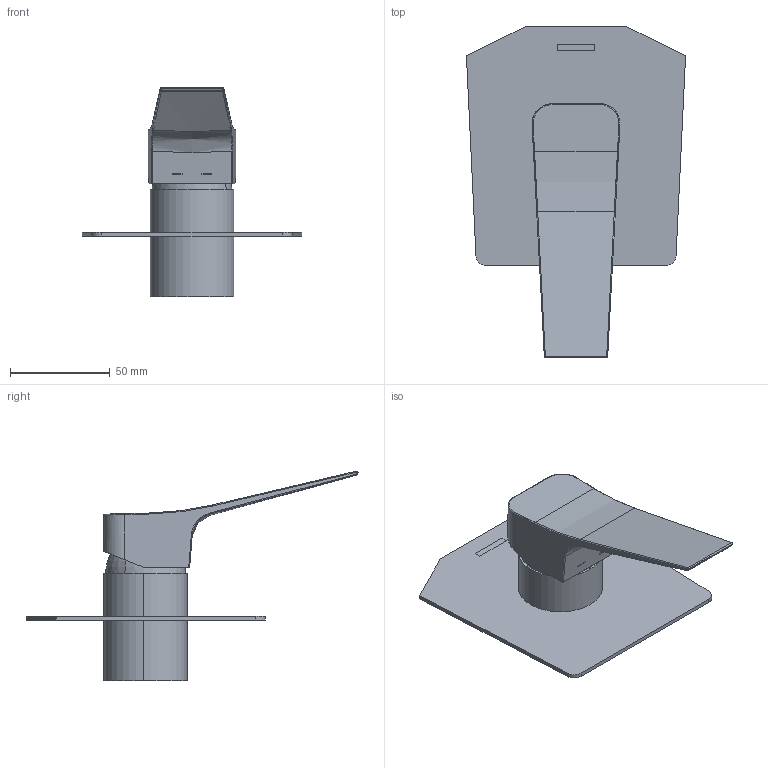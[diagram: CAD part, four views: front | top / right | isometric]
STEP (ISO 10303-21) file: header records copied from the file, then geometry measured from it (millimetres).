
FILE_DESCRIPTION (( 'STEP AP203' ), '1' );
FILE_NAME ('42AP09575.STEP', '2024-01-12T07:10:35', ( '' ), ( '' ), 'SwSTEP 2.0', 'SolidWorks 2021', '' );
FILE_SCHEMA (( 'CONFIG_CONTROL_DESIGN' ));
Length unit declared in the file: millimetre
Products named in the file (1): 42AP09575
Bounding box: 109.99 x 166.64 x 105.35 mm (x, y, z)
Volume: 62769.3 mm3; surface area: 60127.3 mm2
Topology: 5 solids, 5 shells, 230 faces, 557 edges, 345 vertices
Faces by surface type: cylinder 99, plane 72, bspline 33, cone 10, torus 10, sphere 6
Entity records: 11029 total; most frequent: CARTESIAN_POINT 5985, ORIENTED_EDGE 1102, DIRECTION 955, EDGE_CURVE 551, AXIS2_PLACEMENT_3D 353, VERTEX_POINT 345, EDGE_LOOP 254, LINE 249
